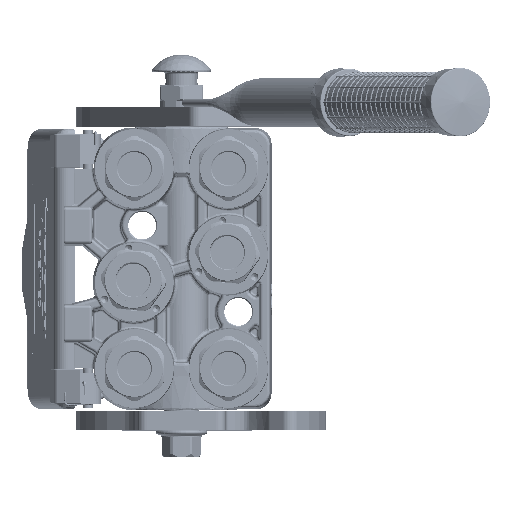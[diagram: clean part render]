
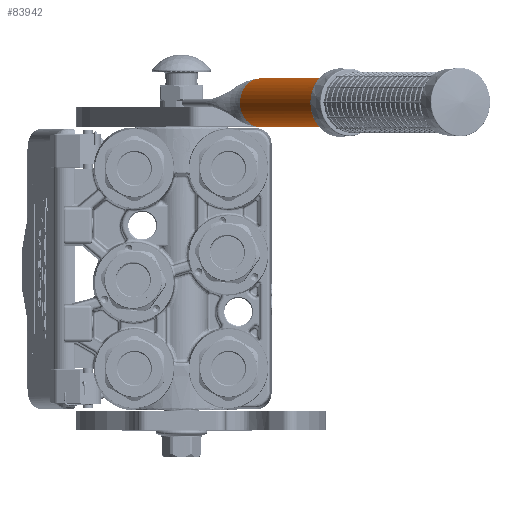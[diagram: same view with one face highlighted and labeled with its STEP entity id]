
A CAD part, top view. The second image highlights one B-rep face of the part: STEP entity #83942.
In plain terms, the highlighted cylindrical face has radius 12.5 mm (diameter 25 mm), a partial arc.
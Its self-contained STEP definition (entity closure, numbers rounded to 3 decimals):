
#8045 = CARTESIAN_POINT ( 'NONE',  ( 12.5, 0.24, 0. ) ) ;
#10501 = LINE ( 'NONE', #94687, #65990 ) ;
#16026 = CIRCLE ( 'NONE', #156913, 12.5 ) ;
#16894 = CARTESIAN_POINT ( 'NONE',  ( 12.5, 0.24, 0. ) ) ;
#17140 = VERTEX_POINT ( 'NONE', #157622 ) ;
#19422 = CARTESIAN_POINT ( 'NONE',  ( 12.468, 0.136, -0.889 ) ) ;
#25356 = CARTESIAN_POINT ( 'NONE',  ( -12.426, 0., -1.36 ) ) ;
#29622 = CYLINDRICAL_SURFACE ( 'NONE', #183100, 12.5 ) ;
#32844 = CARTESIAN_POINT ( 'NONE',  ( -12.482, 0.182, -0.665 ) ) ;
#33696 = CARTESIAN_POINT ( 'NONE',  ( -12.481, 0.178, -0.683 ) ) ;
#33962 = EDGE_CURVE ( 'NONE', #241804, #168016, #10501, .T. ) ;
#36740 = CARTESIAN_POINT ( 'NONE',  ( 12.478, 0.167, -0.748 ) ) ;
#37345 = DIRECTION ( 'NONE',  ( 1., 0., 0. ) ) ;
#37665 = ORIENTED_EDGE ( 'NONE', *, *, #231064, .T. ) ;
#38210 = CARTESIAN_POINT ( 'NONE',  ( 12.5, 198., 0. ) ) ;
#40097 = DIRECTION ( 'NONE',  ( 0., 1., 0. ) ) ;
#43298 = ORIENTED_EDGE ( 'NONE', *, *, #173460, .F. ) ;
#52672 = CARTESIAN_POINT ( 'NONE',  ( -12.472, 0.146, -0.859 ) ) ;
#61248 = ORIENTED_EDGE ( 'NONE', *, *, #111658, .F. ) ;
#61249 = CARTESIAN_POINT ( 'NONE',  ( 0., 0., 0. ) ) ;
#65990 = VECTOR ( 'NONE', #117083, 1000. ) ;
#69418 = ORIENTED_EDGE ( 'NONE', *, *, #199734, .F. ) ;
#70836 = CARTESIAN_POINT ( 'NONE',  ( -12.481, 0.178, -0.688 ) ) ;
#71705 = CARTESIAN_POINT ( 'NONE',  ( -12.492, 0.214, -0.452 ) ) ;
#74255 = CARTESIAN_POINT ( 'NONE',  ( -12.482, 0.18, -0.676 ) ) ;
#75640 = CARTESIAN_POINT ( 'NONE',  ( 12.466, 0.127, -0.927 ) ) ;
#79877 = DIRECTION ( 'NONE',  ( 0.994, 0., -0.109 ) ) ;
#82130 = FACE_OUTER_BOUND ( 'NONE', #235998, .T. ) ;
#83942 = ADVANCED_FACE ( 'NONE', ( #82130 ), #29622, .T. ) ;
#87377 = ORIENTED_EDGE ( 'NONE', *, *, #118264, .T. ) ;
#91093 = VERTEX_POINT ( 'NONE', #38210 ) ;
#92439 = CARTESIAN_POINT ( 'NONE',  ( -12.488, 0.202, -0.541 ) ) ;
#92725 = DIRECTION ( 'NONE',  ( 0., 1., 0. ) ) ;
#92733 = AXIS2_PLACEMENT_3D ( 'NONE', #140363, #40097, #79877 ) ;
#94684 = CARTESIAN_POINT ( 'NONE',  ( 12.467, 0.131, -0.91 ) ) ;
#94687 = CARTESIAN_POINT ( 'NONE',  ( -12.5, 0.24, 0. ) ) ;
#95485 = CARTESIAN_POINT ( 'NONE',  ( 12.452, 0.083, -1.1 ) ) ;
#99614 = VERTEX_POINT ( 'NONE', #8045 ) ;
#103547 = DIRECTION ( 'NONE',  ( 0.994, 0., -0.109 ) ) ;
#111463 = CARTESIAN_POINT ( 'NONE',  ( -12.5, 0.24, -0.108 ) ) ;
#111658 = EDGE_CURVE ( 'NONE', #91093, #168016, #16026, .T. ) ;
#112263 = VERTEX_POINT ( 'NONE', #25356 ) ;
#113204 = CARTESIAN_POINT ( 'NONE',  ( -12.426, 0., -1.36 ) ) ;
#117083 = DIRECTION ( 'NONE',  ( 0., 1., 0. ) ) ;
#118264 = EDGE_CURVE ( 'NONE', #17140, #112263, #193214, .T. ) ;
#124514 = B_SPLINE_CURVE_WITH_KNOTS ( 'NONE', 3,
 ( #190724, #231307, #95485, #135275, #155168, #75640, #156860, #94684, #19422, #233008, #136131, #36740, #253785, #254627, #194107, #16894 ),
 .UNSPECIFIED., .F., .F.,
 ( 4, 2, 1, 2, 2, 1, 2, 2, 4 ),
 ( 0., 0.25, 0.313, 0.328, 0.344, 0.375, 0.438, 0.5, 1. ),
 .UNSPECIFIED. ) ;
#128149 = AXIS2_PLACEMENT_3D ( 'NONE', #61249, #162335, #103547 ) ;
#135275 = CARTESIAN_POINT ( 'NONE',  ( 12.461, 0.114, -0.981 ) ) ;
#136131 = CARTESIAN_POINT ( 'NONE',  ( 12.474, 0.155, -0.804 ) ) ;
#137624 = VECTOR ( 'NONE', #92725, 1000. ) ;
#140363 = CARTESIAN_POINT ( 'NONE',  ( 0., 0., 0. ) ) ;
#140817 = LINE ( 'NONE', #250149, #137624 ) ;
#150396 = CARTESIAN_POINT ( 'NONE',  ( -12.494, 0.22, -0.394 ) ) ;
#155168 = CARTESIAN_POINT ( 'NONE',  ( 12.464, 0.121, -0.953 ) ) ;
#155772 = DIRECTION ( 'NONE',  ( 0., -1., 0. ) ) ;
#156860 = CARTESIAN_POINT ( 'NONE',  ( 12.466, 0.13, -0.917 ) ) ;
#156913 = AXIS2_PLACEMENT_3D ( 'NONE', #165635, #226152, #167354 ) ;
#157622 = CARTESIAN_POINT ( 'NONE',  ( 0., 0., -12.5 ) ) ;
#162335 = DIRECTION ( 'NONE',  ( 0., 1., 0. ) ) ;
#165635 = CARTESIAN_POINT ( 'NONE',  ( 0., 198., 0. ) ) ;
#167354 = DIRECTION ( 'NONE',  ( 1., 0., 0. ) ) ;
#168016 = VERTEX_POINT ( 'NONE', #211828 ) ;
#170223 = CARTESIAN_POINT ( 'NONE',  ( -12.499, 0.235, -0.221 ) ) ;
#172768 = CARTESIAN_POINT ( 'NONE',  ( -12.484, 0.186, -0.638 ) ) ;
#173460 = EDGE_CURVE ( 'NONE', #241804, #112263, #226323, .T. ) ;
#173884 = CIRCLE ( 'NONE', #92733, 12.5 ) ;
#180755 = CARTESIAN_POINT ( 'NONE',  ( 0., 0., 0. ) ) ;
#183100 = AXIS2_PLACEMENT_3D ( 'NONE', #180755, #155772, #37345 ) ;
#184826 = ORIENTED_EDGE ( 'NONE', *, *, #219910, .F. ) ;
#185616 = ORIENTED_EDGE ( 'NONE', *, *, #33962, .T. ) ;
#186711 = VERTEX_POINT ( 'NONE', #221987 ) ;
#190724 = CARTESIAN_POINT ( 'NONE',  ( 12.426, 0., -1.36 ) ) ;
#193214 = CIRCLE ( 'NONE', #128149, 12.5 ) ;
#194107 = CARTESIAN_POINT ( 'NONE',  ( 12.5, 0.24, -0.216 ) ) ;
#199734 = EDGE_CURVE ( 'NONE', #99614, #91093, #140817, .T. ) ;
#211828 = CARTESIAN_POINT ( 'NONE',  ( -12.5, 198., 0. ) ) ;
#219910 = EDGE_CURVE ( 'NONE', #186711, #99614, #124514, .T. ) ;
#221987 = CARTESIAN_POINT ( 'NONE',  ( 12.426, 0., -1.36 ) ) ;
#226152 = DIRECTION ( 'NONE',  ( 0., 1., 0. ) ) ;
#226323 = B_SPLINE_CURVE_WITH_KNOTS ( 'NONE', 3,
 ( #228200, #111463, #170223, #150396, #71705, #92439, #249866, #172768, #32844, #74255, #33696, #70836, #52672, #230767, #113204 ),
 .UNSPECIFIED., .F., .F.,
 ( 4, 2, 2, 1, 1, 1, 2, 2, 4 ),
 ( 0., 0.25, 0.375, 0.438, 0.469, 0.484, 0.492, 0.5, 1. ),
 .UNSPECIFIED. ) ;
#228200 = CARTESIAN_POINT ( 'NONE',  ( -12.5, 0.24, 0. ) ) ;
#230767 = CARTESIAN_POINT ( 'NONE',  ( -12.456, 0.096, -1.087 ) ) ;
#231064 = EDGE_CURVE ( 'NONE', #186711, #17140, #173884, .T. ) ;
#231307 = CARTESIAN_POINT ( 'NONE',  ( 12.441, 0.049, -1.219 ) ) ;
#233008 = CARTESIAN_POINT ( 'NONE',  ( 12.471, 0.146, -0.847 ) ) ;
#233775 = CARTESIAN_POINT ( 'NONE',  ( -12.5, 0.24, 0. ) ) ;
#235998 = EDGE_LOOP ( 'NONE', ( #37665, #87377, #43298, #185616, #61248, #69418, #184826 ) ) ;
#241804 = VERTEX_POINT ( 'NONE', #233775 ) ;
#249866 = CARTESIAN_POINT ( 'NONE',  ( -12.486, 0.195, -0.586 ) ) ;
#250149 = CARTESIAN_POINT ( 'NONE',  ( 12.5, 0.24, 0. ) ) ;
#253785 = CARTESIAN_POINT ( 'NONE',  ( 12.479, 0.172, -0.721 ) ) ;
#254627 = CARTESIAN_POINT ( 'NONE',  ( 12.494, 0.221, -0.449 ) ) ;
